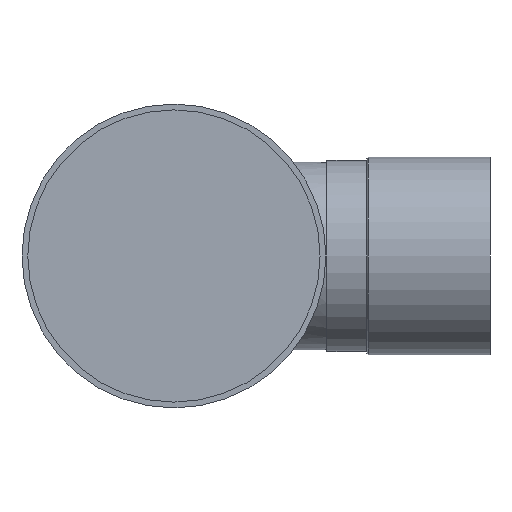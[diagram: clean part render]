
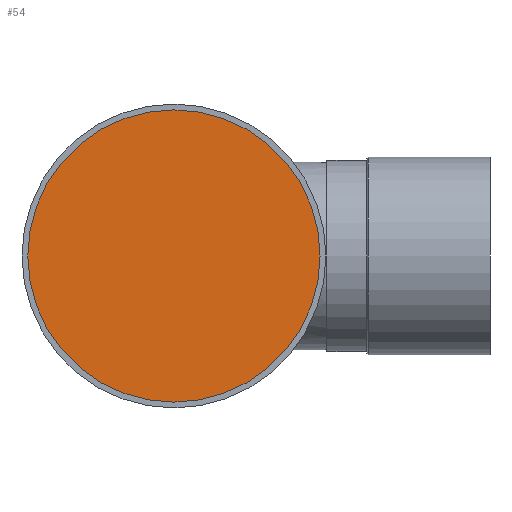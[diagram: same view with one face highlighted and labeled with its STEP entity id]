
A CAD part, front view. The second image highlights one B-rep face of the part: STEP entity #54.
In plain terms, the highlighted planar face has unit normal (0, -1, 0).
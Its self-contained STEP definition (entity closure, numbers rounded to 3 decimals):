
#54 = ADVANCED_FACE( '', ( #120 ), #121, .F. );
#120 = FACE_OUTER_BOUND( '', #205, .T. );
#121 = PLANE( '', #206 );
#205 = EDGE_LOOP( '', ( #294 ) );
#206 = AXIS2_PLACEMENT_3D( '', #295, #296, #297 );
#294 = ORIENTED_EDGE( '', *, *, #392, .F. );
#295 = CARTESIAN_POINT( '', ( 0., -139., 0. ) );
#296 = DIRECTION( '', ( 0., 1., 0. ) );
#297 = DIRECTION( '', ( 0., 0., 1. ) );
#392 = EDGE_CURVE( '', #437, #437, #438, .T. );
#437 = VERTEX_POINT( '', #495 );
#438 = CIRCLE( '', #496, 84.15 );
#495 = CARTESIAN_POINT( '', ( 0., -139., 84.15 ) );
#496 = AXIS2_PLACEMENT_3D( '', #702, #703, #704 );
#702 = CARTESIAN_POINT( '', ( 0., -139., 0. ) );
#703 = DIRECTION( '', ( 0., 1., 0. ) );
#704 = DIRECTION( '', ( 0., 0., 1. ) );
